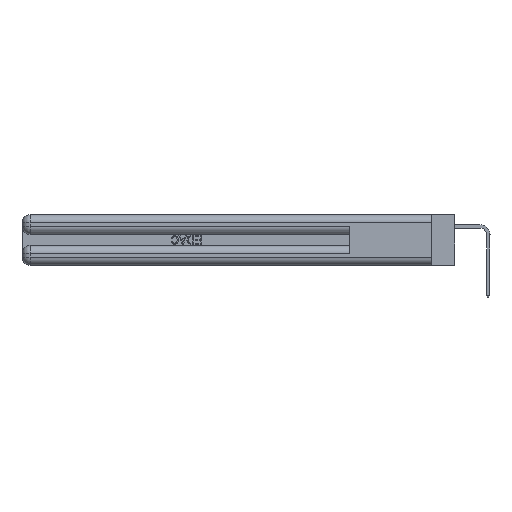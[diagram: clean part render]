
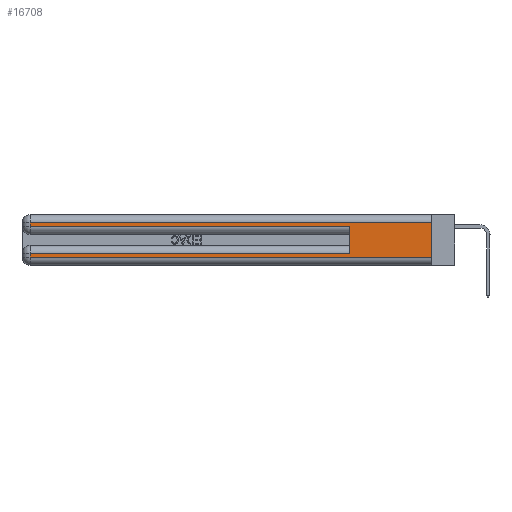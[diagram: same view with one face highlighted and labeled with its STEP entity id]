
A CAD part, left-side view. The second image highlights one B-rep face of the part: STEP entity #16708.
In plain terms, the highlighted planar face has unit normal (-1, 0, 0).
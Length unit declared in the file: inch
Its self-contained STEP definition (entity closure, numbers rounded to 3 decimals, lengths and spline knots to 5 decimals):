
#108 = CARTESIAN_POINT ( 'NONE',  ( 0., 2.94, 0.37 ) ) ;
#925 = CARTESIAN_POINT ( 'NONE',  ( 0., 0., 0.37 ) ) ;
#1063 = EDGE_CURVE ( 'NONE', #38942, #12764, #16689, .T. ) ;
#1930 = EDGE_CURVE ( 'NONE', #27243, #5851, #25968, .T. ) ;
#2770 = EDGE_CURVE ( 'NONE', #36526, #38942, #25311, .T. ) ;
#2889 = CARTESIAN_POINT ( 'NONE',  ( 0., 0., 0.285 ) ) ;
#5851 = VERTEX_POINT ( 'NONE', #10313 ) ;
#7095 = VECTOR ( 'NONE', #29010, 39.37008 ) ;
#8216 = ORIENTED_EDGE ( 'NONE', *, *, #11802, .T. ) ;
#8715 = ORIENTED_EDGE ( 'NONE', *, *, #24325, .F. ) ;
#9979 = AXIS2_PLACEMENT_3D ( 'NONE', #31625, #10502, #35168 ) ;
#10313 = CARTESIAN_POINT ( 'NONE',  ( 0., 2.94, 0.085 ) ) ;
#10320 = VERTEX_POINT ( 'NONE', #14688 ) ;
#10502 = DIRECTION ( 'NONE',  ( 1., 0., 0. ) ) ;
#11145 = ORIENTED_EDGE ( 'NONE', *, *, #15073, .T. ) ;
#11161 = EDGE_LOOP ( 'NONE', ( #19575, #13246, #39073, #8216, #8715, #17376, #24538, #11145 ) ) ;
#11559 = VECTOR ( 'NONE', #18283, 39.37008 ) ;
#11802 = EDGE_CURVE ( 'NONE', #12764, #34310, #30921, .T. ) ;
#12032 = EDGE_CURVE ( 'NONE', #5851, #10320, #24291, .T. ) ;
#12508 = CARTESIAN_POINT ( 'NONE',  ( 0., 0., 0.085 ) ) ;
#12591 = CARTESIAN_POINT ( 'NONE',  ( 0., 0.6, 0.145 ) ) ;
#12764 = VERTEX_POINT ( 'NONE', #22818 ) ;
#13246 = ORIENTED_EDGE ( 'NONE', *, *, #2770, .T. ) ;
#14688 = CARTESIAN_POINT ( 'NONE',  ( 0., 2.94, 0.06 ) ) ;
#15073 = EDGE_CURVE ( 'NONE', #10320, #37158, #34994, .T. ) ;
#15107 = VECTOR ( 'NONE', #25836, 39.37008 ) ;
#16139 = DIRECTION ( 'NONE',  ( 0., 0., 1. ) ) ;
#16600 = VECTOR ( 'NONE', #33808, 39.37008 ) ;
#16689 = LINE ( 'NONE', #108, #34331 ) ;
#16708 = ADVANCED_FACE ( 'NONE', ( #38167 ), #24528, .F. ) ;
#16947 = CARTESIAN_POINT ( 'NONE',  ( 0., 0., 0.31 ) ) ;
#17207 = CARTESIAN_POINT ( 'NONE',  ( 0., 0.6, 0.285 ) ) ;
#17376 = ORIENTED_EDGE ( 'NONE', *, *, #1930, .T. ) ;
#17908 = VECTOR ( 'NONE', #16139, 39.37008 ) ;
#18283 = DIRECTION ( 'NONE',  ( 0., 0., -1. ) ) ;
#19575 = ORIENTED_EDGE ( 'NONE', *, *, #36071, .F. ) ;
#21365 = CARTESIAN_POINT ( 'NONE',  ( 0., 0., 0.06 ) ) ;
#21531 = CARTESIAN_POINT ( 'NONE',  ( 0., 0.6, 0.085 ) ) ;
#22818 = CARTESIAN_POINT ( 'NONE',  ( 0., 2.94, 0.285 ) ) ;
#24291 = LINE ( 'NONE', #28777, #11559 ) ;
#24325 = EDGE_CURVE ( 'NONE', #27243, #34310, #41633, .T. ) ;
#24528 = PLANE ( 'NONE',  #9979 ) ;
#24538 = ORIENTED_EDGE ( 'NONE', *, *, #12032, .T. ) ;
#25311 = LINE ( 'NONE', #16947, #42949 ) ;
#25625 = CARTESIAN_POINT ( 'NONE',  ( 0., 2.94, 0.31 ) ) ;
#25836 = DIRECTION ( 'NONE',  ( 0., -1., 0. ) ) ;
#25968 = LINE ( 'NONE', #12508, #16600 ) ;
#27243 = VERTEX_POINT ( 'NONE', #21531 ) ;
#28343 = DIRECTION ( 'NONE',  ( 0., 0., -1. ) ) ;
#28777 = CARTESIAN_POINT ( 'NONE',  ( 0., 2.94, 0.37 ) ) ;
#29010 = DIRECTION ( 'NONE',  ( 0., 0., -1. ) ) ;
#30921 = LINE ( 'NONE', #2889, #39207 ) ;
#31625 = CARTESIAN_POINT ( 'NONE',  ( 0., 0., 0.37 ) ) ;
#33013 = LINE ( 'NONE', #925, #7095 ) ;
#33808 = DIRECTION ( 'NONE',  ( 0., 1., 0. ) ) ;
#34310 = VERTEX_POINT ( 'NONE', #17207 ) ;
#34331 = VECTOR ( 'NONE', #28343, 39.37008 ) ;
#34515 = DIRECTION ( 'NONE',  ( 0., 1., 0. ) ) ;
#34994 = LINE ( 'NONE', #43542, #15107 ) ;
#35168 = DIRECTION ( 'NONE',  ( 0., 0., -1. ) ) ;
#36071 = EDGE_CURVE ( 'NONE', #36526, #37158, #33013, .T. ) ;
#36526 = VERTEX_POINT ( 'NONE', #42364 ) ;
#37158 = VERTEX_POINT ( 'NONE', #21365 ) ;
#38167 = FACE_OUTER_BOUND ( 'NONE', #11161, .T. ) ;
#38209 = DIRECTION ( 'NONE',  ( 0., -1., 0. ) ) ;
#38942 = VERTEX_POINT ( 'NONE', #25625 ) ;
#39073 = ORIENTED_EDGE ( 'NONE', *, *, #1063, .T. ) ;
#39207 = VECTOR ( 'NONE', #38209, 39.37008 ) ;
#41633 = LINE ( 'NONE', #12591, #17908 ) ;
#42364 = CARTESIAN_POINT ( 'NONE',  ( 0., 0., 0.31 ) ) ;
#42949 = VECTOR ( 'NONE', #34515, 39.37008 ) ;
#43542 = CARTESIAN_POINT ( 'NONE',  ( 0., 0., 0.06 ) ) ;
